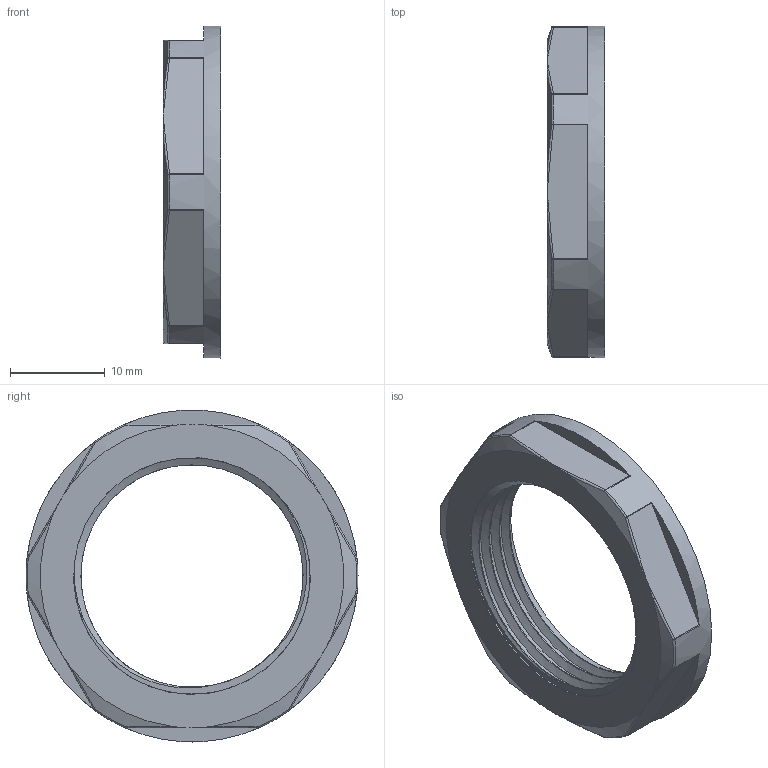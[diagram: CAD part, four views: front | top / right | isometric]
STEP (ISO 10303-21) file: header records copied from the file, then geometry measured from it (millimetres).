
FILE_DESCRIPTION(/* description */ ('Gegenmutter mit Bund M 25x1,5'),/* implementation_level */ '2;1');
FILE_NAME(/* name */ '11096525-RST.stp',/* time_stamp */ '2020-04-16T08:12:18+02:00',/* author */ ('sl'),/* organization */ (''),/* preprocessor_version */ 'ST-DEVELOPER v16.5',/* originating_system */ 'Autodesk Inventor 2017',/* authorisation */ '');
FILE_SCHEMA (('AUTOMOTIVE_DESIGN { 1 0 10303 214 3 1 1 }'));
Length unit declared in the file: millimetre
Products named in the file (1): 11096525
Bounding box: 6.08 x 35 x 35 mm (x, y, z)
Volume: 2607.4 mm3; surface area: 2304.8 mm2
Topology: 1 solids, 1 shells, 85 faces, 205 edges, 110 vertices
Faces by surface type: bspline 26, cylinder 20, plane 15, sphere 12, torus 6, cone 6
Full cylindrical faces by diameter (mm): 24.962 x4, 35 x1
Entity records: 3490 total; most frequent: CARTESIAN_POINT 1781, ORIENTED_EDGE 354, DIRECTION 346, EDGE_CURVE 177, AXIS2_PLACEMENT_3D 157, CIRCLE 101, VERTEX_POINT 100, EDGE_LOOP 85
